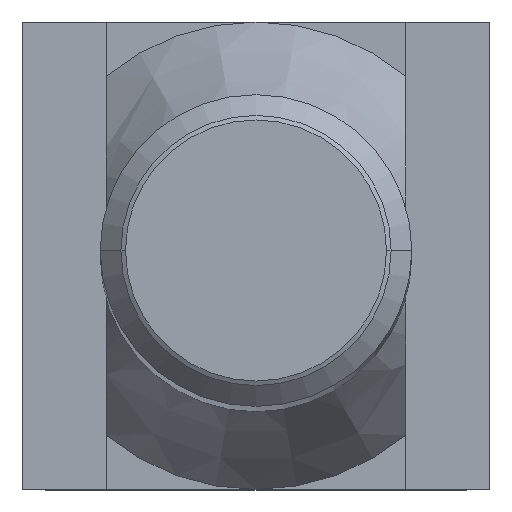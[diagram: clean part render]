
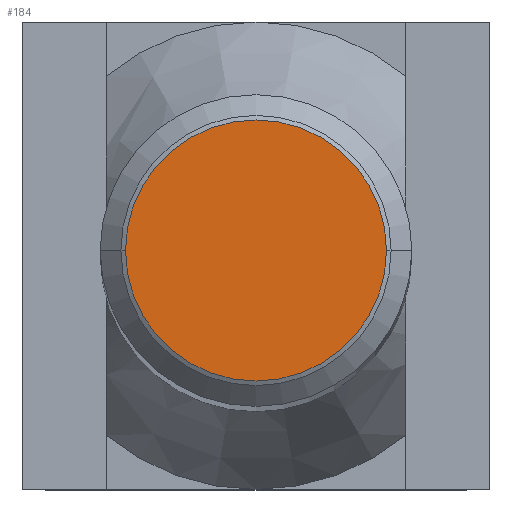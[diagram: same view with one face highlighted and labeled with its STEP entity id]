
A CAD part, top view. The second image highlights one B-rep face of the part: STEP entity #184.
In plain terms, the highlighted planar face has unit normal (0, 0, 1).
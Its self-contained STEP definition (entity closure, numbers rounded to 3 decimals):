
#184=ADVANCED_FACE('',(#444),#445,.T.);
#238=EDGE_CURVE('',#300,#382,#504,.T.);
#274=EDGE_CURVE('',#382,#300,#543,.T.);
#300=VERTEX_POINT('',#574);
#382=VERTEX_POINT('',#664);
#444=FACE_OUTER_BOUND('',#743,.T.);
#445=PLANE('',#744);
#504=CIRCLE('',#828,4.188);
#543=CIRCLE('',#881,4.188);
#574=CARTESIAN_POINT('',(-4.188,0.,100.0));
#664=CARTESIAN_POINT('',(4.188,0.,100.0));
#743=EDGE_LOOP('',(#1115,#1116));
#744=AXIS2_PLACEMENT_3D('',#1117,#1118,#1119);
#828=AXIS2_PLACEMENT_3D('',#1171,#1172,#1173);
#881=AXIS2_PLACEMENT_3D('',#1206,#1207,#1208);
#1115=ORIENTED_EDGE('',*,*,#274,.T.);
#1116=ORIENTED_EDGE('',*,*,#238,.T.);
#1117=CARTESIAN_POINT('',(-2.125,0.,100.0));
#1118=DIRECTION('',(0.0,0.0,1.0));
#1119=DIRECTION('',(-1.0,0.,0.0));
#1171=CARTESIAN_POINT('',(0.,0.,100.0));
#1172=DIRECTION('',(0.0,-0.0,1.0));
#1173=DIRECTION('',(1.0,0.,0.0));
#1206=CARTESIAN_POINT('',(0.,0.,100.0));
#1207=DIRECTION('',(0.0,-0.0,1.0));
#1208=DIRECTION('',(1.0,0.,0.0));
